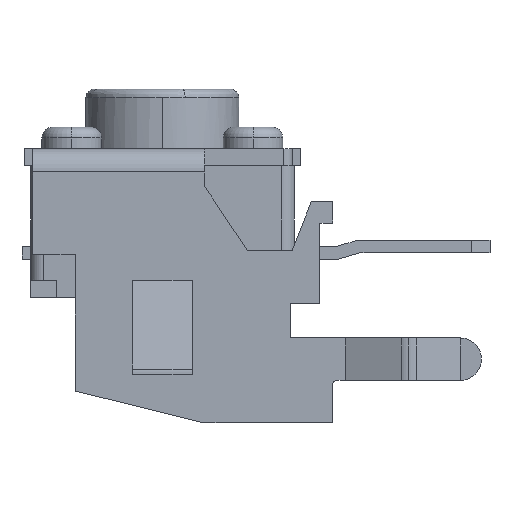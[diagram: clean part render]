
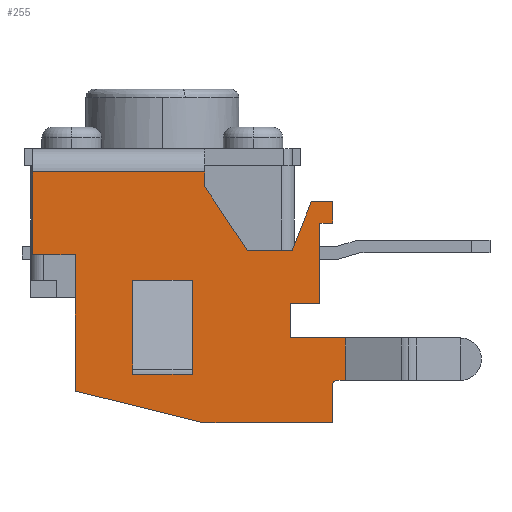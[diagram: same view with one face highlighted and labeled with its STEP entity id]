
A CAD part, left-side view. The second image highlights one B-rep face of the part: STEP entity #255.
In plain terms, the highlighted planar face has unit normal (-1, 0, 0).
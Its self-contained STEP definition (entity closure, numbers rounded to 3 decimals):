
#255=ADVANCED_FACE('NONE',(#722,#723),#724,.F.);
#722=FACE_OUTER_BOUND('',#1281,.T.);
#723=FACE_BOUND('',#1282,.T.);
#724=PLANE('',#1283);
#1281=EDGE_LOOP('',(#3050,#3051,#3052,#3053,#3054,#3055,#3056,#3057,#3058,#3059,#3060,#3061,#3062,#3063,#3064,#3065,#3066,#3067,#3068,#3069,#3070));
#1282=EDGE_LOOP('',(#3071,#3072,#3073,#3074));
#1283=AXIS2_PLACEMENT_3D('',#3075,#3076,#3077);
#3050=ORIENTED_EDGE('',*,*,#3918,.F.);
#3051=ORIENTED_EDGE('',*,*,#3915,.F.);
#3052=ORIENTED_EDGE('',*,*,#3913,.F.);
#3053=ORIENTED_EDGE('',*,*,#3911,.F.);
#3054=ORIENTED_EDGE('',*,*,#3906,.F.);
#3055=ORIENTED_EDGE('',*,*,#3729,.T.);
#3056=ORIENTED_EDGE('',*,*,#3905,.F.);
#3057=ORIENTED_EDGE('',*,*,#3903,.F.);
#3058=ORIENTED_EDGE('',*,*,#3901,.F.);
#3059=ORIENTED_EDGE('',*,*,#3898,.F.);
#3060=ORIENTED_EDGE('',*,*,#3895,.F.);
#3061=ORIENTED_EDGE('',*,*,#3892,.F.);
#3062=ORIENTED_EDGE('',*,*,#3887,.F.);
#3063=ORIENTED_EDGE('',*,*,#3884,.F.);
#3064=ORIENTED_EDGE('',*,*,#3881,.F.);
#3065=ORIENTED_EDGE('',*,*,#3878,.F.);
#3066=ORIENTED_EDGE('',*,*,#3875,.F.);
#3067=ORIENTED_EDGE('',*,*,#4037,.F.);
#3068=ORIENTED_EDGE('',*,*,#4038,.T.);
#3069=ORIENTED_EDGE('',*,*,#4039,.T.);
#3070=ORIENTED_EDGE('',*,*,#4040,.F.);
#3071=ORIENTED_EDGE('',*,*,#3929,.F.);
#3072=ORIENTED_EDGE('',*,*,#3926,.F.);
#3073=ORIENTED_EDGE('',*,*,#3922,.F.);
#3074=ORIENTED_EDGE('',*,*,#3931,.F.);
#3075=CARTESIAN_POINT('',(-3.725,3.05,-0.55));
#3076=DIRECTION('',(1.0,0.0,0.0));
#3077=DIRECTION('',(0.0,1.0,-0.0));
#3729=EDGE_CURVE('NONE',#4621,#4619,#4622,.T.);
#3875=EDGE_CURVE('NONE',#4850,#4852,#4853,.T.);
#3878=EDGE_CURVE('NONE',#4852,#4857,#4858,.T.);
#3881=EDGE_CURVE('NONE',#4857,#4862,#4863,.T.);
#3884=EDGE_CURVE('NONE',#4862,#4867,#4868,.T.);
#3887=EDGE_CURVE('NONE',#4867,#4872,#4873,.T.);
#3892=EDGE_CURVE('NONE',#4872,#4878,#4881,.T.);
#3895=EDGE_CURVE('NONE',#4878,#4883,#4886,.T.);
#3898=EDGE_CURVE('NONE',#4883,#4888,#4891,.T.);
#3901=EDGE_CURVE('NONE',#4888,#4892,#4896,.T.);
#3903=EDGE_CURVE('NONE',#4892,#4898,#4899,.T.);
#3905=EDGE_CURVE('NONE',#4898,#4619,#4901,.T.);
#3906=EDGE_CURVE('NONE',#4621,#4902,#4903,.T.);
#3911=EDGE_CURVE('NONE',#4902,#4907,#4911,.T.);
#3913=EDGE_CURVE('NONE',#4907,#4914,#4915,.T.);
#3915=EDGE_CURVE('NONE',#4914,#4917,#4918,.T.);
#3918=EDGE_CURVE('NONE',#4917,#4922,#4923,.T.);
#3922=EDGE_CURVE('NONE',#4927,#4929,#4930,.T.);
#3926=EDGE_CURVE('NONE',#4929,#4932,#4936,.T.);
#3929=EDGE_CURVE('NONE',#4932,#4937,#4941,.T.);
#3931=EDGE_CURVE('NONE',#4937,#4927,#4943,.T.);
#4037=EDGE_CURVE('NONE',#5109,#4850,#5110,.T.);
#4038=EDGE_CURVE('NONE',#5109,#5111,#5112,.T.);
#4039=EDGE_CURVE('NONE',#5111,#5113,#5114,.T.);
#4040=EDGE_CURVE('NONE',#4922,#5113,#5115,.T.);
#4619=VERTEX_POINT('NONE',#5989);
#4621=VERTEX_POINT('NONE',#5992);
#4622=LINE('',#5993,#5994);
#4850=VERTEX_POINT('NONE',#6343);
#4852=VERTEX_POINT('NONE',#6346);
#4853=LINE('',#6347,#6348);
#4857=VERTEX_POINT('NONE',#6354);
#4858=LINE('',#6355,#6356);
#4862=VERTEX_POINT('NONE',#6362);
#4863=LINE('',#6363,#6364);
#4867=VERTEX_POINT('NONE',#6370);
#4868=LINE('',#6371,#6372);
#4872=VERTEX_POINT('NONE',#6378);
#4873=LINE('',#6379,#6380);
#4878=VERTEX_POINT('NONE',#6387);
#4881=LINE('',#6392,#6393);
#4883=VERTEX_POINT('NONE',#6395);
#4886=LINE('',#6400,#6401);
#4888=VERTEX_POINT('NONE',#6403);
#4891=LINE('',#6408,#6409);
#4892=VERTEX_POINT('NONE',#6410);
#4896=LINE('',#6416,#6417);
#4898=VERTEX_POINT('NONE',#6420);
#4899=LINE('',#6421,#6422);
#4901=LINE('',#6425,#6426);
#4902=VERTEX_POINT('NONE',#6427);
#4903=CIRCLE('',#6428,0.1);
#4907=VERTEX_POINT('NONE',#6433);
#4911=LINE('',#6439,#6440);
#4914=VERTEX_POINT('NONE',#6444);
#4915=LINE('',#6445,#6446);
#4917=VERTEX_POINT('NONE',#6449);
#4918=LINE('',#6450,#6451);
#4922=VERTEX_POINT('NONE',#6457);
#4923=LINE('',#6458,#6459);
#4927=VERTEX_POINT('NONE',#6465);
#4929=VERTEX_POINT('NONE',#6467);
#4930=LINE('',#6468,#6469);
#4932=VERTEX_POINT('NONE',#6471);
#4936=LINE('',#6477,#6478);
#4937=VERTEX_POINT('NONE',#6479);
#4941=LINE('',#6485,#6486);
#4943=LINE('',#6489,#6490);
#5109=VERTEX_POINT('NONE',#6749);
#5110=LINE('',#6750,#6751);
#5111=VERTEX_POINT('NONE',#6752);
#5112=LINE('',#6753,#6754);
#5113=VERTEX_POINT('NONE',#6755);
#5114=LINE('',#6756,#6757);
#5115=LINE('',#6758,#6759);
#5989=CARTESIAN_POINT('',(-3.725,-4.3,-5.45));
#5992=CARTESIAN_POINT('',(-3.725,-4.1,-5.45));
#5993=CARTESIAN_POINT('',(-3.725,-5.55,-5.45));
#5994=VECTOR('',#7273,1000.0);
#6343=CARTESIAN_POINT('',(-3.725,-1.0,-0.9));
#6346=CARTESIAN_POINT('',(-3.725,-2.,-2.4));
#6347=CARTESIAN_POINT('',(-3.725,-2.0,-2.4));
#6348=VECTOR('',#7465,1000.0);
#6354=CARTESIAN_POINT('',(-3.725,-3.05,-2.4));
#6355=CARTESIAN_POINT('',(-3.725,-0.625,-2.4));
#6356=VECTOR('',#7468,1000.0);
#6362=CARTESIAN_POINT('',(-3.725,-3.5,-1.25));
#6363=CARTESIAN_POINT('',(-3.725,-3.5,-1.25));
#6364=VECTOR('',#7471,1000.0);
#6370=CARTESIAN_POINT('',(-3.725,-4.,-1.25));
#6371=CARTESIAN_POINT('',(-3.725,-0.625,-1.25));
#6372=VECTOR('',#7474,1000.0);
#6378=CARTESIAN_POINT('',(-3.725,-4.,-1.75));
#6379=CARTESIAN_POINT('',(-3.725,-4.,-3.5));
#6380=VECTOR('',#7477,1000.0);
#6387=CARTESIAN_POINT('',(-3.725,-3.7,-1.75));
#6392=CARTESIAN_POINT('',(-3.725,-0.625,-1.75));
#6393=VECTOR('',#7482,1000.0);
#6395=CARTESIAN_POINT('',(-3.725,-3.7,-3.65));
#6400=CARTESIAN_POINT('',(-3.725,-3.7,-3.5));
#6401=VECTOR('',#7485,1000.0);
#6403=CARTESIAN_POINT('',(-3.725,-3.,-3.65));
#6408=CARTESIAN_POINT('',(-3.725,-0.625,-3.65));
#6409=VECTOR('',#7488,1000.0);
#6410=CARTESIAN_POINT('',(-3.725,-3.,-4.45));
#6416=CARTESIAN_POINT('',(-3.725,-3.,-3.5));
#6417=VECTOR('',#7491,1000.0);
#6420=CARTESIAN_POINT('',(-3.725,-4.3,-4.45));
#6421=CARTESIAN_POINT('',(-3.725,-0.625,-4.45));
#6422=VECTOR('',#7493,1000.0);
#6425=CARTESIAN_POINT('',(-3.725,-4.3,-3.5));
#6426=VECTOR('',#7495,1000.0);
#6427=CARTESIAN_POINT('',(-3.725,-4.,-5.55));
#6428=AXIS2_PLACEMENT_3D('',#7496,#7497,#7498);
#6433=CARTESIAN_POINT('',(-3.725,-4.,-6.45));
#6439=CARTESIAN_POINT('',(-3.725,-4.,-3.5));
#6440=VECTOR('',#7505,1000.0);
#6444=CARTESIAN_POINT('',(-3.725,-1.0,-6.45));
#6445=CARTESIAN_POINT('',(-3.725,-0.625,-6.45));
#6446=VECTOR('',#7507,1000.0);
#6449=CARTESIAN_POINT('',(-3.725,2.05,-5.7));
#6450=CARTESIAN_POINT('',(-3.725,2.05,-5.7));
#6451=VECTOR('',#7509,1000.0);
#6457=CARTESIAN_POINT('',(-3.725,2.05,-2.5));
#6458=CARTESIAN_POINT('',(-3.725,2.05,-3.5));
#6459=VECTOR('',#7512,1000.0);
#6465=CARTESIAN_POINT('',(-3.725,0.7,-5.3));
#6467=CARTESIAN_POINT('',(-3.725,-0.7,-5.3));
#6468=CARTESIAN_POINT('',(-3.725,-0.625,-5.3));
#6469=VECTOR('',#7518,1000.0);
#6471=CARTESIAN_POINT('',(-3.725,-0.7,-3.1));
#6477=CARTESIAN_POINT('',(-3.725,-0.7,-3.5));
#6478=VECTOR('',#7524,1000.0);
#6479=CARTESIAN_POINT('',(-3.725,0.7,-3.1));
#6485=CARTESIAN_POINT('',(-3.725,-0.625,-3.1));
#6486=VECTOR('',#7527,1000.0);
#6489=CARTESIAN_POINT('',(-3.725,0.7,-3.5));
#6490=VECTOR('',#7529,1000.0);
#6749=CARTESIAN_POINT('',(-3.725,-1.0,-0.55));
#6750=CARTESIAN_POINT('',(-3.725,-1.0,-0.45));
#6751=VECTOR('',#7659,1000.0);
#6752=CARTESIAN_POINT('',(-3.725,3.05,-0.55));
#6753=CARTESIAN_POINT('',(-3.725,1.025,-0.55));
#6754=VECTOR('',#7660,1000.0);
#6755=CARTESIAN_POINT('',(-3.725,3.05,-2.5));
#6756=CARTESIAN_POINT('',(-3.725,3.05,-1.25));
#6757=VECTOR('',#7661,1000.0);
#6758=CARTESIAN_POINT('',(-3.725,2.55,-2.5));
#6759=VECTOR('',#7662,1000.0);
#7273=DIRECTION('',(0.0,-1.0,0.0));
#7465=DIRECTION('',(-0.0,-0.555,-0.832));
#7468=DIRECTION('',(0.0,-1.0,0.0));
#7471=DIRECTION('',(-0.0,-0.364,0.931));
#7474=DIRECTION('',(0.0,-1.0,0.0));
#7477=DIRECTION('',(0.0,0.0,-1.0));
#7482=DIRECTION('',(-0.0,1.0,-0.0));
#7485=DIRECTION('',(0.0,0.0,-1.0));
#7488=DIRECTION('',(-0.0,1.0,-0.0));
#7491=DIRECTION('',(0.0,0.0,-1.0));
#7493=DIRECTION('',(0.0,-1.0,0.0));
#7495=DIRECTION('',(0.0,0.0,-1.0));
#7496=CARTESIAN_POINT('',(-3.725,-4.1,-5.55));
#7497=DIRECTION('',(-1.0,0.0,0.));
#7498=DIRECTION('',(0.,0.0,-1.0));
#7505=DIRECTION('',(0.0,0.0,-1.0));
#7507=DIRECTION('',(-0.0,1.0,-0.0));
#7509=DIRECTION('',(-0.0,0.971,0.239));
#7512=DIRECTION('',(-0.0,-0.0,1.0));
#7518=DIRECTION('',(0.0,-1.0,0.0));
#7524=DIRECTION('',(-0.0,-0.0,1.0));
#7527=DIRECTION('',(-0.0,1.0,-0.0));
#7529=DIRECTION('',(0.0,0.0,-1.0));
#7659=DIRECTION('',(-0.0,-0.0,-1.0));
#7660=DIRECTION('',(0.0,1.0,0.0));
#7661=DIRECTION('',(0.0,0.0,-1.0));
#7662=DIRECTION('',(-0.0,1.0,-0.0));
